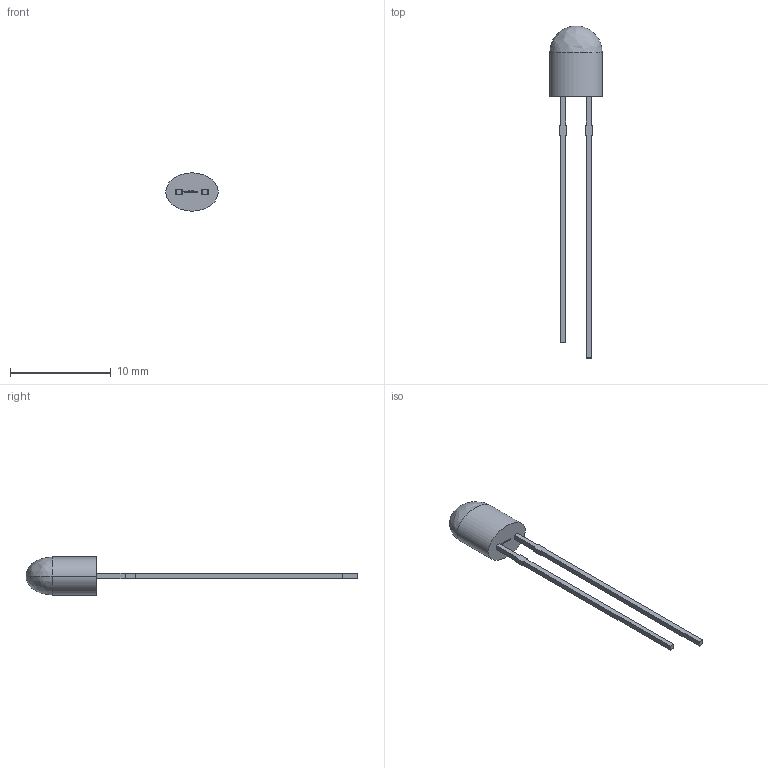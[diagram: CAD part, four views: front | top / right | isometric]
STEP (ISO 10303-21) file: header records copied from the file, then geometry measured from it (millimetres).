
FILE_DESCRIPTION (( 'STEP AP214' ), '1' );
FILE_NAME ('XLxx20.STEP', '2015-09-04T23:44:01', ( '' ), ( '' ), 'SwSTEP 2.0', 'SolidWorks 2012', '' );
FILE_SCHEMA (( 'AUTOMOTIVE_DESIGN' ));
Length unit declared in the file: millimetre
Products named in the file (1): XLxx20
Bounding box: 5.2 x 33 x 3.79 mm (x, y, z)
Volume: 108 mm3; surface area: 215.5 mm2
Topology: 1 solids, 1 shells, 221 faces, 604 edges, 401 vertices
Faces by surface type: plane 149, bspline 72
Entity records: 9920 total; most frequent: CARTESIAN_POINT 4507, ORIENTED_EDGE 1204, DIRECTION 760, EDGE_CURVE 602, VECTOR 460, LINE 460, VERTEX_POINT 401, EDGE_LOOP 239
